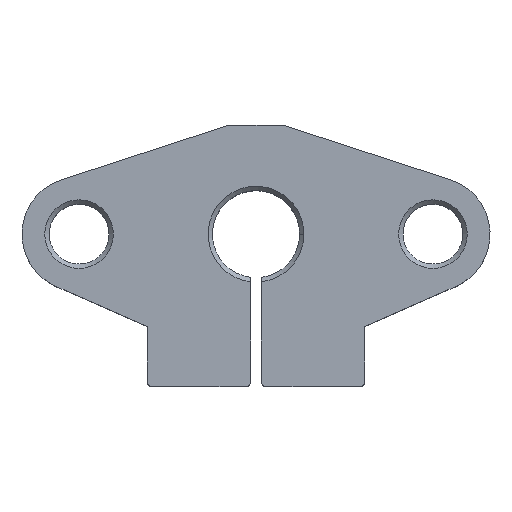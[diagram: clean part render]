
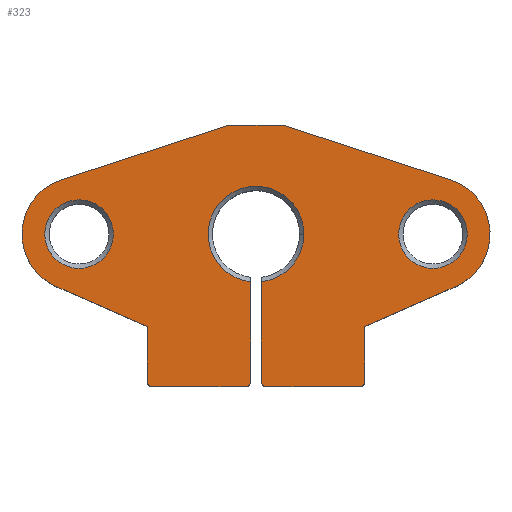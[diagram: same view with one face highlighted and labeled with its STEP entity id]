
A CAD part, top view. The second image highlights one B-rep face of the part: STEP entity #323.
In plain terms, the highlighted planar face has unit normal (0, 0, 1).
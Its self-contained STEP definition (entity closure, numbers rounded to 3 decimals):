
#43 = VERTEX_POINT('',#44);
#44 = CARTESIAN_POINT('',(-10.,-13.6,5.));
#50 = EDGE_CURVE('',#43,#51,#53,.T.);
#51 = VERTEX_POINT('',#52);
#52 = CARTESIAN_POINT('',(-10.,-8.5,5.));
#53 = LINE('',#54,#55);
#54 = CARTESIAN_POINT('',(-10.,-14.,5.));
#55 = VECTOR('',#56,1.);
#56 = DIRECTION('',(0.,1.,0.));
#280 = EDGE_CURVE('',#281,#43,#283,.T.);
#281 = VERTEX_POINT('',#282);
#282 = CARTESIAN_POINT('',(-9.6,-14.,5.));
#283 = CIRCLE('',#284,0.4);
#284 = AXIS2_PLACEMENT_3D('',#285,#286,#287);
#285 = CARTESIAN_POINT('',(-9.6,-13.6,5.));
#286 = DIRECTION('',(-0.,-0.,-1.));
#287 = DIRECTION('',(0.,-1.,0.));
#304 = EDGE_CURVE('',#51,#305,#307,.T.);
#305 = VERTEX_POINT('',#306);
#306 = CARTESIAN_POINT('',(-18.371,-4.802,5.));
#307 = LINE('',#308,#309);
#308 = CARTESIAN_POINT('',(-10.,-8.5,5.));
#309 = VECTOR('',#310,1.);
#310 = DIRECTION('',(-0.915,0.404,0.));
#323 = ADVANCED_FACE('',(#324,#462,#473),#484,.F.);
#324 = FACE_BOUND('',#325,.F.);
#325 = EDGE_LOOP('',(#326,#336,#345,#351,#352,#353,#354,#363,#371,#379,
    #387,#396,#404,#412,#421,#429,#438,#446,#455));
#326 = ORIENTED_EDGE('',*,*,#327,.F.);
#327 = EDGE_CURVE('',#328,#330,#332,.T.);
#328 = VERTEX_POINT('',#329);
#329 = CARTESIAN_POINT('',(-0.5,-13.6,5.));
#330 = VERTEX_POINT('',#331);
#331 = CARTESIAN_POINT('',(-0.5,-4.371,5.));
#332 = LINE('',#333,#334);
#333 = CARTESIAN_POINT('',(-0.5,-15.,5.));
#334 = VECTOR('',#335,1.);
#335 = DIRECTION('',(0.,1.,0.));
#336 = ORIENTED_EDGE('',*,*,#337,.T.);
#337 = EDGE_CURVE('',#328,#338,#340,.T.);
#338 = VERTEX_POINT('',#339);
#339 = CARTESIAN_POINT('',(-0.9,-14.,5.));
#340 = CIRCLE('',#341,0.4);
#341 = AXIS2_PLACEMENT_3D('',#342,#343,#344);
#342 = CARTESIAN_POINT('',(-0.9,-13.6,5.));
#343 = DIRECTION('',(0.,0.,-1.));
#344 = DIRECTION('',(0.,1.,0.));
#345 = ORIENTED_EDGE('',*,*,#346,.F.);
#346 = EDGE_CURVE('',#281,#338,#347,.T.);
#347 = LINE('',#348,#349);
#348 = CARTESIAN_POINT('',(-10.,-14.,5.));
#349 = VECTOR('',#350,1.);
#350 = DIRECTION('',(1.,0.,0.));
#351 = ORIENTED_EDGE('',*,*,#280,.T.);
#352 = ORIENTED_EDGE('',*,*,#50,.T.);
#353 = ORIENTED_EDGE('',*,*,#304,.T.);
#354 = ORIENTED_EDGE('',*,*,#355,.F.);
#355 = EDGE_CURVE('',#356,#305,#358,.T.);
#356 = VERTEX_POINT('',#357);
#357 = CARTESIAN_POINT('',(-17.876,4.992,5.));
#358 = CIRCLE('',#359,5.25);
#359 = AXIS2_PLACEMENT_3D('',#360,#361,#362);
#360 = CARTESIAN_POINT('',(-16.25,0.,5.));
#361 = DIRECTION('',(0.,0.,1.));
#362 = DIRECTION('',(1.,0.,0.));
#363 = ORIENTED_EDGE('',*,*,#364,.T.);
#364 = EDGE_CURVE('',#356,#365,#367,.T.);
#365 = VERTEX_POINT('',#366);
#366 = CARTESIAN_POINT('',(-2.5,10.,5.));
#367 = LINE('',#368,#369);
#368 = CARTESIAN_POINT('',(-17.876,4.992,5.));
#369 = VECTOR('',#370,1.);
#370 = DIRECTION('',(0.951,0.31,0.));
#371 = ORIENTED_EDGE('',*,*,#372,.T.);
#372 = EDGE_CURVE('',#365,#373,#375,.T.);
#373 = VERTEX_POINT('',#374);
#374 = CARTESIAN_POINT('',(2.5,10.,5.));
#375 = LINE('',#376,#377);
#376 = CARTESIAN_POINT('',(-2.5,10.,5.));
#377 = VECTOR('',#378,1.);
#378 = DIRECTION('',(1.,0.,0.));
#379 = ORIENTED_EDGE('',*,*,#380,.F.);
#380 = EDGE_CURVE('',#381,#373,#383,.T.);
#381 = VERTEX_POINT('',#382);
#382 = CARTESIAN_POINT('',(17.876,4.992,5.));
#383 = LINE('',#384,#385);
#384 = CARTESIAN_POINT('',(17.876,4.992,5.));
#385 = VECTOR('',#386,1.);
#386 = DIRECTION('',(-0.951,0.31,0.));
#387 = ORIENTED_EDGE('',*,*,#388,.F.);
#388 = EDGE_CURVE('',#389,#381,#391,.T.);
#389 = VERTEX_POINT('',#390);
#390 = CARTESIAN_POINT('',(18.371,-4.802,5.));
#391 = CIRCLE('',#392,5.25);
#392 = AXIS2_PLACEMENT_3D('',#393,#394,#395);
#393 = CARTESIAN_POINT('',(16.25,0.,5.));
#394 = DIRECTION('',(0.,0.,1.));
#395 = DIRECTION('',(1.,0.,0.));
#396 = ORIENTED_EDGE('',*,*,#397,.T.);
#397 = EDGE_CURVE('',#389,#398,#400,.T.);
#398 = VERTEX_POINT('',#399);
#399 = CARTESIAN_POINT('',(10.,-8.5,5.));
#400 = LINE('',#401,#402);
#401 = CARTESIAN_POINT('',(18.371,-4.802,5.));
#402 = VECTOR('',#403,1.);
#403 = DIRECTION('',(-0.915,-0.404,0.));
#404 = ORIENTED_EDGE('',*,*,#405,.F.);
#405 = EDGE_CURVE('',#406,#398,#408,.T.);
#406 = VERTEX_POINT('',#407);
#407 = CARTESIAN_POINT('',(10.,-13.6,5.));
#408 = LINE('',#409,#410);
#409 = CARTESIAN_POINT('',(10.,-14.,5.));
#410 = VECTOR('',#411,1.);
#411 = DIRECTION('',(0.,1.,0.));
#412 = ORIENTED_EDGE('',*,*,#413,.F.);
#413 = EDGE_CURVE('',#414,#406,#416,.T.);
#414 = VERTEX_POINT('',#415);
#415 = CARTESIAN_POINT('',(9.6,-14.,5.));
#416 = CIRCLE('',#417,0.4);
#417 = AXIS2_PLACEMENT_3D('',#418,#419,#420);
#418 = CARTESIAN_POINT('',(9.6,-13.6,5.));
#419 = DIRECTION('',(-0.,0.,1.));
#420 = DIRECTION('',(0.,-1.,0.));
#421 = ORIENTED_EDGE('',*,*,#422,.F.);
#422 = EDGE_CURVE('',#423,#414,#425,.T.);
#423 = VERTEX_POINT('',#424);
#424 = CARTESIAN_POINT('',(0.9,-14.,5.));
#425 = LINE('',#426,#427);
#426 = CARTESIAN_POINT('',(-10.,-14.,5.));
#427 = VECTOR('',#428,1.);
#428 = DIRECTION('',(1.,0.,0.));
#429 = ORIENTED_EDGE('',*,*,#430,.F.);
#430 = EDGE_CURVE('',#431,#423,#433,.T.);
#431 = VERTEX_POINT('',#432);
#432 = CARTESIAN_POINT('',(0.5,-13.6,5.));
#433 = CIRCLE('',#434,0.4);
#434 = AXIS2_PLACEMENT_3D('',#435,#436,#437);
#435 = CARTESIAN_POINT('',(0.9,-13.6,5.));
#436 = DIRECTION('',(-0.,0.,1.));
#437 = DIRECTION('',(0.,-1.,0.));
#438 = ORIENTED_EDGE('',*,*,#439,.F.);
#439 = EDGE_CURVE('',#440,#431,#442,.T.);
#440 = VERTEX_POINT('',#441);
#441 = CARTESIAN_POINT('',(0.5,-4.371,5.));
#442 = LINE('',#443,#444);
#443 = CARTESIAN_POINT('',(0.5,-3.,5.));
#444 = VECTOR('',#445,1.);
#445 = DIRECTION('',(0.,-1.,0.));
#446 = ORIENTED_EDGE('',*,*,#447,.T.);
#447 = EDGE_CURVE('',#440,#448,#450,.T.);
#448 = VERTEX_POINT('',#449);
#449 = CARTESIAN_POINT('',(4.4,0.,5.));
#450 = CIRCLE('',#451,4.4);
#451 = AXIS2_PLACEMENT_3D('',#452,#453,#454);
#452 = CARTESIAN_POINT('',(0.,0.,5.));
#453 = DIRECTION('',(-0.,0.,1.));
#454 = DIRECTION('',(0.125,-0.992,0.));
#455 = ORIENTED_EDGE('',*,*,#456,.T.);
#456 = EDGE_CURVE('',#448,#330,#457,.T.);
#457 = CIRCLE('',#458,4.4);
#458 = AXIS2_PLACEMENT_3D('',#459,#460,#461);
#459 = CARTESIAN_POINT('',(0.,0.,5.));
#460 = DIRECTION('',(0.,0.,1.));
#461 = DIRECTION('',(1.,0.,0.));
#462 = FACE_BOUND('',#463,.F.);
#463 = EDGE_LOOP('',(#464));
#464 = ORIENTED_EDGE('',*,*,#465,.T.);
#465 = EDGE_CURVE('',#466,#466,#468,.T.);
#466 = VERTEX_POINT('',#467);
#467 = CARTESIAN_POINT('',(-13.1,0.,5.));
#468 = CIRCLE('',#469,3.15);
#469 = AXIS2_PLACEMENT_3D('',#470,#471,#472);
#470 = CARTESIAN_POINT('',(-16.25,0.,5.));
#471 = DIRECTION('',(0.,0.,1.));
#472 = DIRECTION('',(1.,0.,0.));
#473 = FACE_BOUND('',#474,.F.);
#474 = EDGE_LOOP('',(#475));
#475 = ORIENTED_EDGE('',*,*,#476,.T.);
#476 = EDGE_CURVE('',#477,#477,#479,.T.);
#477 = VERTEX_POINT('',#478);
#478 = CARTESIAN_POINT('',(19.4,0.,5.));
#479 = CIRCLE('',#480,3.15);
#480 = AXIS2_PLACEMENT_3D('',#481,#482,#483);
#481 = CARTESIAN_POINT('',(16.25,0.,5.));
#482 = DIRECTION('',(0.,0.,1.));
#483 = DIRECTION('',(1.,0.,0.));
#484 = PLANE('',#485);
#485 = AXIS2_PLACEMENT_3D('',#486,#487,#488);
#486 = CARTESIAN_POINT('',(0.,-2.051,5.));
#487 = DIRECTION('',(-0.,-0.,-1.));
#488 = DIRECTION('',(-1.,0.,0.));
